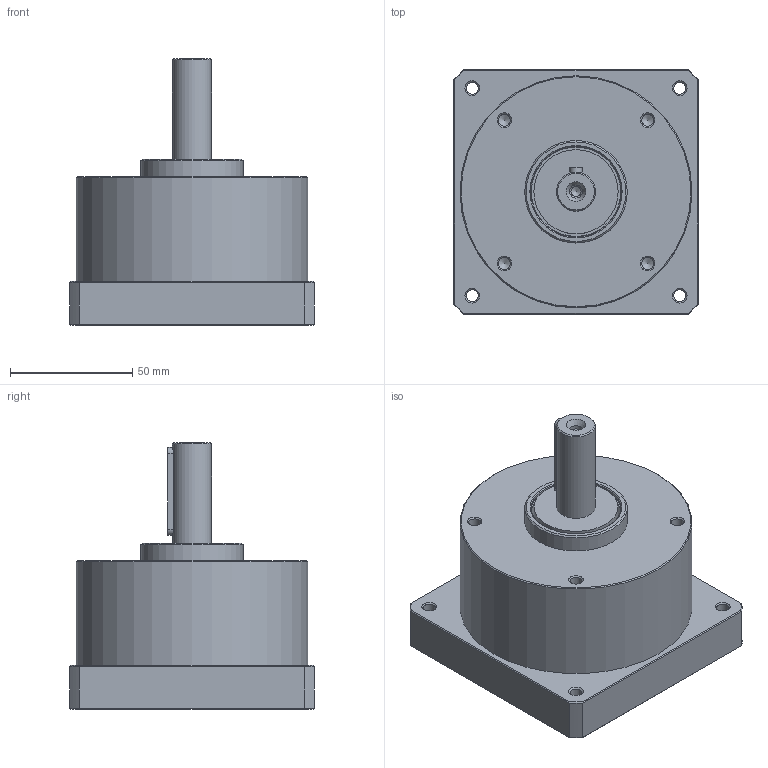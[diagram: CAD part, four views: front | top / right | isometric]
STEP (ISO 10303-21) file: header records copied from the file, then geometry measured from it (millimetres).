
FILE_DESCRIPTION(/* description */ ('STEP AP214'),/* implementation_level */ '2;1');
FILE_NAME(/* name */ '164237_FLSM-32-R',/* time_stamp */ '2024-08-28T14:18:35+02:00',/* author */ ('License CC BY-ND 4.0'),/* organization */ ('CADENAS'),/* preprocessor_version */ 'ST-DEVELOPER v19.3',/* originating_system */ 'PARTsolutions',/* authorisation */ ' ');
FILE_SCHEMA (('AUTOMOTIVE_DESIGN {1 0 10303 214 3 1 1}'));
Length unit declared in the file: millimetre
Products named in the file (3): 164237 FLSM-32-R; 164232 FLSM-32; 164232 FLSM-32w
Assembly tree (2 placements, depth 2):
  164237 FLSM-32-R
    164232 FLSM-32
    164232 FLSM-32w
Bounding box: 100 x 100 x 109.3 mm (x, y, z)
Volume: 462956.9 mm3; surface area: 67688.3 mm2
Topology: 2 solids, 2 shells, 100 faces, 207 edges, 123 vertices
Faces by surface type: cone 33, plane 33, cylinder 29, torus 5
Full cylindrical faces by diameter (mm): 4.134 x1, 4.917 x8, 5.3 x1, 16 x1, 34.5 x2, 37 x2, 38.2 x1, 41 x2, 42 x1, 54 x2, 95 x1
Entity records: 2468 total; most frequent: CARTESIAN_POINT 450, DIRECTION 424, ORIENTED_EDGE 304, AXIS2_PLACEMENT_3D 191, FACE_BOUND 177, EDGE_LOOP 172, EDGE_CURVE 152, VERTEX_POINT 123
